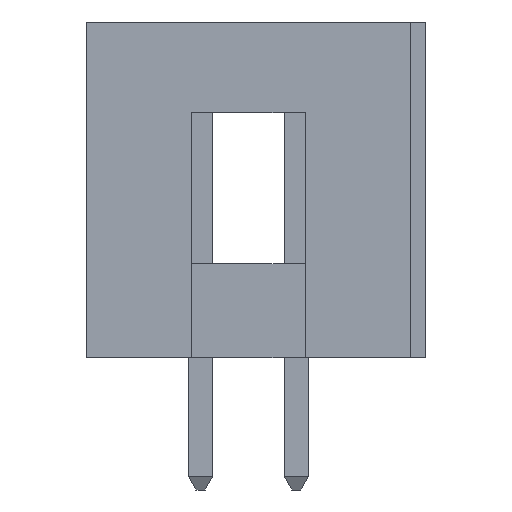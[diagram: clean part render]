
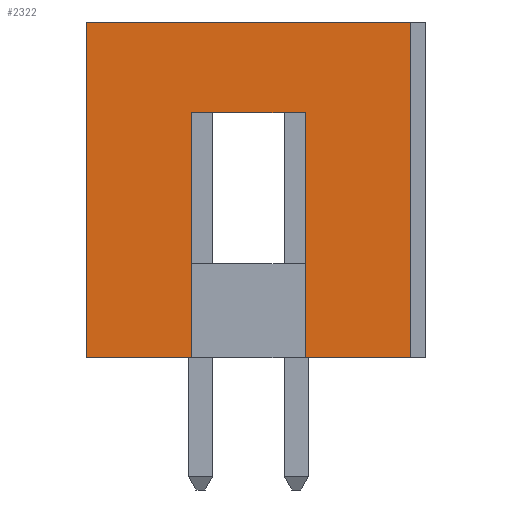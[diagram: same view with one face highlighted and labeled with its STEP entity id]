
A CAD part, left-side view. The second image highlights one B-rep face of the part: STEP entity #2322.
In plain terms, the highlighted planar face has unit normal (-1, 0, 0).
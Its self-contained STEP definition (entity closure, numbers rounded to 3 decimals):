
#124 = VECTOR ( 'NONE', #9224, 1000. ) ;
#213 = DIRECTION ( 'NONE',  ( 0., 0., -1. ) ) ;
#222 = DIRECTION ( 'NONE',  ( 0., 1., 0. ) ) ;
#658 = VECTOR ( 'NONE', #222, 1000. ) ;
#770 = VERTEX_POINT ( 'NONE', #1432 ) ;
#1145 = CARTESIAN_POINT ( 'NONE',  ( 0., 0., 8.9 ) ) ;
#1432 = CARTESIAN_POINT ( 'NONE',  ( 0., 2.8, 0. ) ) ;
#1441 = ORIENTED_EDGE ( 'NONE', *, *, #14524, .T. ) ;
#1546 = EDGE_CURVE ( 'NONE', #19427, #3350, #33349, .T. ) ;
#2322 = ADVANCED_FACE ( 'NONE', ( #31866 ), #21995, .T. ) ;
#2352 = EDGE_CURVE ( 'NONE', #19427, #31824, #9085, .T. ) ;
#2696 = VECTOR ( 'NONE', #15312, 1000. ) ;
#2819 = LINE ( 'NONE', #11792, #25630 ) ;
#3350 = VERTEX_POINT ( 'NONE', #19445 ) ;
#3442 = CARTESIAN_POINT ( 'NONE',  ( 0., 0., 8.9 ) ) ;
#3755 = ORIENTED_EDGE ( 'NONE', *, *, #27539, .F. ) ;
#4140 = DIRECTION ( 'NONE',  ( -1., 0., 0. ) ) ;
#6137 = AXIS2_PLACEMENT_3D ( 'NONE', #1145, #4140, #24959 ) ;
#8008 = LINE ( 'NONE', #18017, #124 ) ;
#8179 = VECTOR ( 'NONE', #27936, 1000. ) ;
#9085 = LINE ( 'NONE', #16027, #8179 ) ;
#9224 = DIRECTION ( 'NONE',  ( 0., 0., -1. ) ) ;
#11792 = CARTESIAN_POINT ( 'NONE',  ( 0., 8.6, 8.9 ) ) ;
#12081 = VECTOR ( 'NONE', #35507, 1000. ) ;
#12191 = DIRECTION ( 'NONE',  ( 0., 1., 0. ) ) ;
#12873 = ORIENTED_EDGE ( 'NONE', *, *, #29964, .F. ) ;
#14276 = ORIENTED_EDGE ( 'NONE', *, *, #24183, .T. ) ;
#14445 = EDGE_LOOP ( 'NONE', ( #14276, #38232, #22761, #22096, #1441, #12873, #3755, #23471 ) ) ;
#14524 = EDGE_CURVE ( 'NONE', #31824, #31315, #2819, .T. ) ;
#15312 = DIRECTION ( 'NONE',  ( 0., 0., -1. ) ) ;
#15544 = LINE ( 'NONE', #18177, #23454 ) ;
#16027 = CARTESIAN_POINT ( 'NONE',  ( 0., 0., 8.9 ) ) ;
#17853 = CARTESIAN_POINT ( 'NONE',  ( 0., 0., 8.9 ) ) ;
#18017 = CARTESIAN_POINT ( 'NONE',  ( 0., 5.8, 6.5 ) ) ;
#18177 = CARTESIAN_POINT ( 'NONE',  ( 0., 0., 0. ) ) ;
#18800 = EDGE_CURVE ( 'NONE', #3350, #770, #27868, .T. ) ;
#19093 = VECTOR ( 'NONE', #213, 1000. ) ;
#19427 = VERTEX_POINT ( 'NONE', #17853 ) ;
#19445 = CARTESIAN_POINT ( 'NONE',  ( 0., 0., 0. ) ) ;
#19784 = CARTESIAN_POINT ( 'NONE',  ( 0., 2.8, 6.5 ) ) ;
#20024 = LINE ( 'NONE', #19784, #19093 ) ;
#20074 = EDGE_CURVE ( 'NONE', #29490, #20836, #24395, .T. ) ;
#20836 = VERTEX_POINT ( 'NONE', #22158 ) ;
#21995 = PLANE ( 'NONE',  #6137 ) ;
#22096 = ORIENTED_EDGE ( 'NONE', *, *, #2352, .T. ) ;
#22158 = CARTESIAN_POINT ( 'NONE',  ( 0., 5.8, 6.5 ) ) ;
#22260 = CARTESIAN_POINT ( 'NONE',  ( 0., 8.6, 0. ) ) ;
#22761 = ORIENTED_EDGE ( 'NONE', *, *, #1546, .F. ) ;
#23454 = VECTOR ( 'NONE', #12191, 1000. ) ;
#23471 = ORIENTED_EDGE ( 'NONE', *, *, #20074, .F. ) ;
#24183 = EDGE_CURVE ( 'NONE', #29490, #770, #20024, .T. ) ;
#24395 = LINE ( 'NONE', #35856, #658 ) ;
#24959 = DIRECTION ( 'NONE',  ( 0., 0., 1. ) ) ;
#25630 = VECTOR ( 'NONE', #35457, 1000. ) ;
#27539 = EDGE_CURVE ( 'NONE', #20836, #32488, #8008, .T. ) ;
#27868 = LINE ( 'NONE', #32551, #12081 ) ;
#27936 = DIRECTION ( 'NONE',  ( 0., 1., 0. ) ) ;
#28234 = CARTESIAN_POINT ( 'NONE',  ( 0., 2.8, 6.5 ) ) ;
#29490 = VERTEX_POINT ( 'NONE', #28234 ) ;
#29964 = EDGE_CURVE ( 'NONE', #32488, #31315, #15544, .T. ) ;
#31315 = VERTEX_POINT ( 'NONE', #22260 ) ;
#31676 = CARTESIAN_POINT ( 'NONE',  ( 0., 5.8, 0. ) ) ;
#31824 = VERTEX_POINT ( 'NONE', #36623 ) ;
#31866 = FACE_OUTER_BOUND ( 'NONE', #14445, .T. ) ;
#32488 = VERTEX_POINT ( 'NONE', #31676 ) ;
#32551 = CARTESIAN_POINT ( 'NONE',  ( 0., 0., 0. ) ) ;
#33349 = LINE ( 'NONE', #3442, #2696 ) ;
#35457 = DIRECTION ( 'NONE',  ( 0., 0., -1. ) ) ;
#35507 = DIRECTION ( 'NONE',  ( 0., 1., 0. ) ) ;
#35856 = CARTESIAN_POINT ( 'NONE',  ( 0., 2.8, 6.5 ) ) ;
#36623 = CARTESIAN_POINT ( 'NONE',  ( 0., 8.6, 8.9 ) ) ;
#38232 = ORIENTED_EDGE ( 'NONE', *, *, #18800, .F. ) ;
